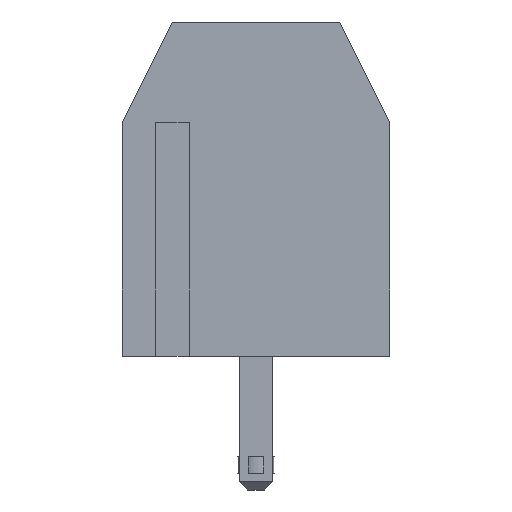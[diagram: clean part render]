
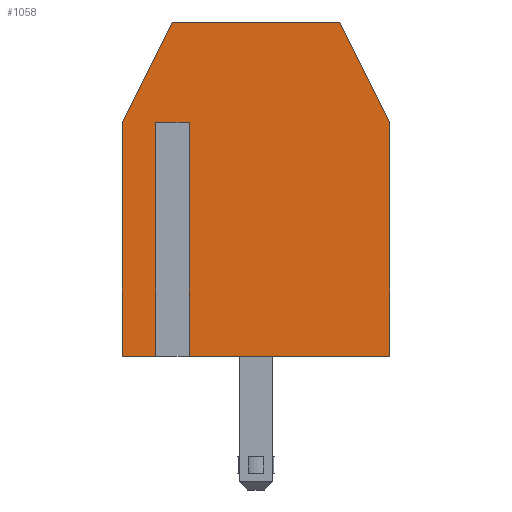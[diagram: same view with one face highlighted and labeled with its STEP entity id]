
A CAD part, front view. The second image highlights one B-rep face of the part: STEP entity #1058.
In plain terms, the highlighted planar face has unit normal (0, -1, 0).
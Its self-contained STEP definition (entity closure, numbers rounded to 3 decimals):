
#101=FACE_OUTER_BOUND('',#167,.T.);
#167=EDGE_LOOP('',(#904,#905,#906,#907,#908,#909,#910,#911,#912,#913));
#273=LINE('',#1663,#395);
#277=LINE('',#1671,#399);
#280=LINE('',#1677,#402);
#283=LINE('',#1683,#405);
#286=LINE('',#1688,#408);
#288=LINE('',#1693,#410);
#291=LINE('',#1699,#413);
#294=LINE('',#1705,#416);
#297=LINE('',#1711,#419);
#300=LINE('',#1716,#422);
#395=VECTOR('',#1380,10.);
#399=VECTOR('',#1384,10.);
#402=VECTOR('',#1389,10.);
#405=VECTOR('',#1394,10.);
#408=VECTOR('',#1399,10.);
#410=VECTOR('',#1405,10.);
#413=VECTOR('',#1410,10.);
#416=VECTOR('',#1415,10.);
#419=VECTOR('',#1420,10.);
#422=VECTOR('',#1425,10.);
#493=VERTEX_POINT('',#1660);
#494=VERTEX_POINT('',#1662);
#497=VERTEX_POINT('',#1668);
#498=VERTEX_POINT('',#1670);
#500=VERTEX_POINT('',#1676);
#502=VERTEX_POINT('',#1682);
#504=VERTEX_POINT('',#1692);
#506=VERTEX_POINT('',#1698);
#508=VERTEX_POINT('',#1704);
#510=VERTEX_POINT('',#1710);
#617=EDGE_CURVE('',#493,#494,#273,.T.);
#621=EDGE_CURVE('',#497,#498,#277,.T.);
#624=EDGE_CURVE('',#497,#500,#280,.T.);
#627=EDGE_CURVE('',#500,#502,#283,.T.);
#630=EDGE_CURVE('',#502,#494,#286,.T.);
#632=EDGE_CURVE('',#504,#493,#288,.T.);
#635=EDGE_CURVE('',#506,#504,#291,.T.);
#638=EDGE_CURVE('',#508,#506,#294,.T.);
#641=EDGE_CURVE('',#510,#508,#297,.T.);
#644=EDGE_CURVE('',#498,#510,#300,.T.);
#904=ORIENTED_EDGE('',*,*,#630,.T.);
#905=ORIENTED_EDGE('',*,*,#617,.F.);
#906=ORIENTED_EDGE('',*,*,#632,.F.);
#907=ORIENTED_EDGE('',*,*,#635,.F.);
#908=ORIENTED_EDGE('',*,*,#638,.F.);
#909=ORIENTED_EDGE('',*,*,#641,.F.);
#910=ORIENTED_EDGE('',*,*,#644,.F.);
#911=ORIENTED_EDGE('',*,*,#621,.F.);
#912=ORIENTED_EDGE('',*,*,#624,.T.);
#913=ORIENTED_EDGE('',*,*,#627,.T.);
#964=PLANE('',#1162);
#1058=ADVANCED_FACE('',(#101),#964,.T.);
#1162=AXIS2_PLACEMENT_3D('',#1719,#1429,#1430);
#1380=DIRECTION('',(-1.,0.,0.));
#1384=DIRECTION('',(-1.,0.,0.));
#1389=DIRECTION('',(0.,0.,1.));
#1394=DIRECTION('',(1.,0.,0.));
#1399=DIRECTION('',(0.,0.,-1.));
#1405=DIRECTION('',(0.,0.,-1.));
#1410=DIRECTION('',(0.447,0.,-0.894));
#1415=DIRECTION('',(1.,0.,0.));
#1420=DIRECTION('',(0.447,0.,0.894));
#1425=DIRECTION('',(0.,0.,1.));
#1429=DIRECTION('center_axis',(0.,-1.,0.));
#1430=DIRECTION('ref_axis',(0.,0.,-1.));
#1660=CARTESIAN_POINT('',(0.,0.,0.));
#1662=CARTESIAN_POINT('',(-6.,0.,0.));
#1663=CARTESIAN_POINT('',(0.,0.,0.));
#1668=CARTESIAN_POINT('',(-7.,0.,0.));
#1670=CARTESIAN_POINT('',(-8.,0.,0.));
#1671=CARTESIAN_POINT('',(0.,0.,0.));
#1676=CARTESIAN_POINT('',(-7.,0.,7.));
#1677=CARTESIAN_POINT('',(-7.,0.,5.814));
#1682=CARTESIAN_POINT('',(-6.,0.,7.));
#1683=CARTESIAN_POINT('',(-5.,0.,7.));
#1688=CARTESIAN_POINT('',(-6.,0.,2.314));
#1692=CARTESIAN_POINT('',(0.,0.,7.));
#1693=CARTESIAN_POINT('',(0.,0.,7.));
#1698=CARTESIAN_POINT('',(-1.5,0.,10.));
#1699=CARTESIAN_POINT('',(-1.5,0.,10.));
#1704=CARTESIAN_POINT('',(-6.5,0.,10.));
#1705=CARTESIAN_POINT('',(-6.5,0.,10.));
#1710=CARTESIAN_POINT('',(-8.,0.,7.));
#1711=CARTESIAN_POINT('',(-8.,0.,7.));
#1716=CARTESIAN_POINT('',(-8.,0.,0.));
#1719=CARTESIAN_POINT('Origin',(-4.,0.,4.629));
